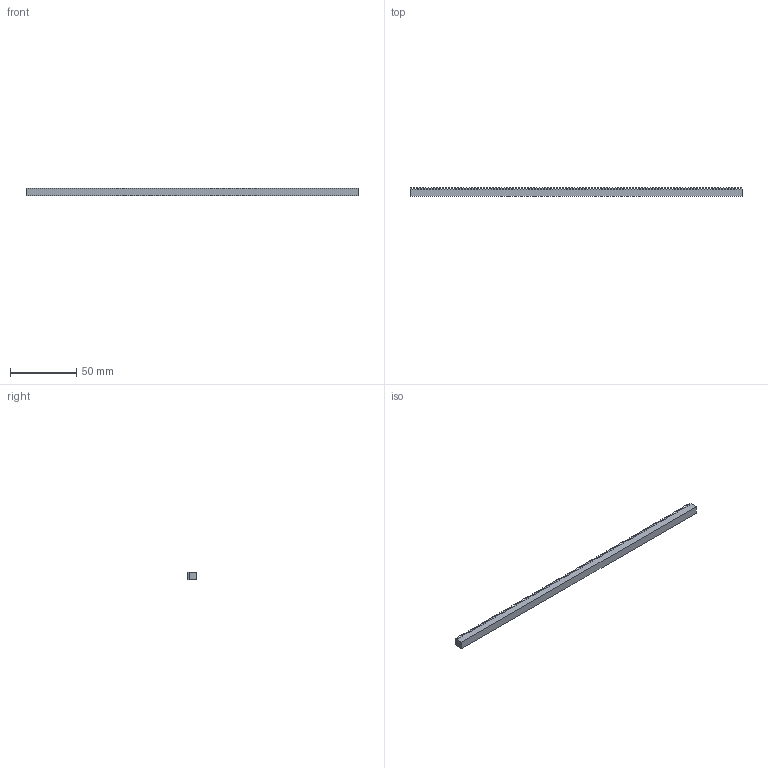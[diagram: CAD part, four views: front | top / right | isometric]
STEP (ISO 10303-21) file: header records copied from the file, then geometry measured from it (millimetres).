
FILE_DESCRIPTION(/* description */ ('STEP AP203'),/* implementation_level */ '2;1');
FILE_NAME(/* name */ '28260100',/* time_stamp */ '2024-05-23T13:26:33+02:00',/* author */ ('License CC BY-ND 4.0'),/* organization */ ('CADENAS'),/* preprocessor_version */ 'ST-DEVELOPER v19.3',/* originating_system */ 'PARTsolutions',/* authorisation */ ' ');
FILE_SCHEMA (('CONFIG_CONTROL_DESIGN'));
Length unit declared in the file: millimetre
Products named in the file (1): 28260100
Bounding box: 250 x 6.7 x 6 mm (x, y, z)
Volume: 8940.4 mm3; surface area: 7551.4 mm2
Topology: 1 solids, 1 shells, 460 faces, 1374 edges, 916 vertices
Faces by surface type: plane 460
Entity records: 15168 total; most frequent: CARTESIAN_POINT 2751, ORIENTED_EDGE 2748, DIRECTION 2296, EDGE_CURVE 1374, LINE 1374, VECTOR 1374, VERTEX_POINT 916, AXIS2_PLACEMENT_3D 461
